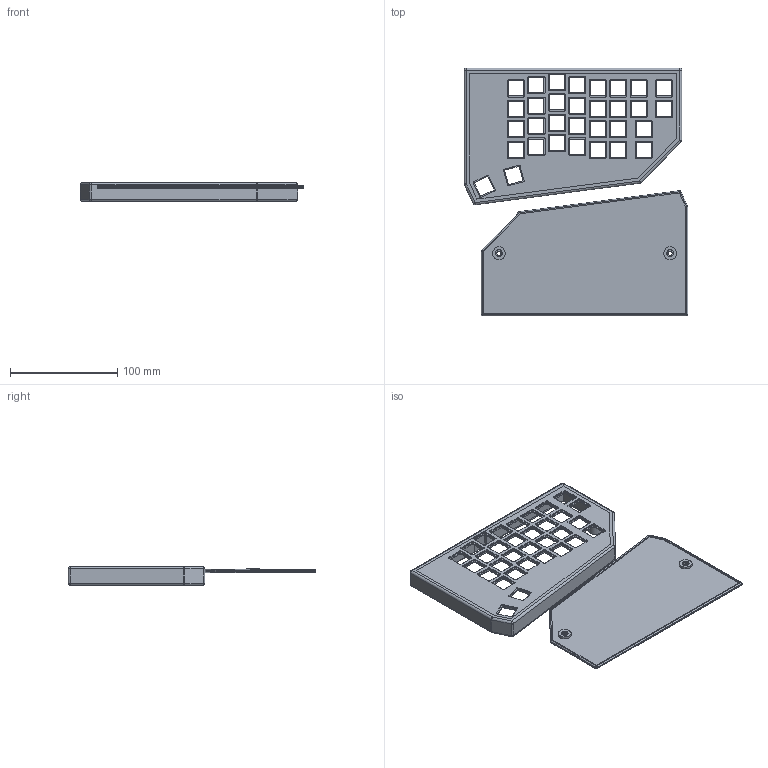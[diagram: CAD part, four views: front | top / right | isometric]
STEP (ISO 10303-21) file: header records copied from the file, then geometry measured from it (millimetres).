
FILE_DESCRIPTION(/* description */ ('STEP AP242','CAx-IF Rec.Pracs.---Representation and Presentation of Product Manufacturing Information (PMI)---4.0---2014-10-13','CAx-IF Rec.Pracs.---3D Tessellated Geometry---0.4---2014-09-14','2;1'),/* implementation_level */ '2;1');
FILE_NAME(/* name */ '644b2cc89d0763774c2fdb2e',/* time_stamp */ '2023-04-28T02:17:45+00:00',/* author */ (''),/* organization */ (''),/* preprocessor_version */ 'ST-DEVELOPER v18.102',/* originating_system */ ' ',/* authorisation */ ' ');
FILE_SCHEMA (('AP242_MANAGED_MODEL_BASED_3D_ENGINEERING_MIM_LF { 1 0 10303 442 1 1 4 }'));
Length unit declared in the file: metre
Products named in the file (48): Lid inset surround; Lid inset; Lid floor; Lid walls; Ledge; Pillar (closed); Pillar (right); Pillar (left); TRRS walls; Controller walls; Cutout; Plate; Walls
Bounding box: 208.65 x 231.13 x 17.5 mm (x, y, z)
Volume: 148399.9 mm3; surface area: 128519.9 mm2
Topology: 48 solids, 48 shells, 914 faces, 2394 edges, 1556 vertices
Faces by surface type: plane 574, cylinder 316, sphere 24
Full cylindrical faces by diameter (mm): 4 x4, 6 x1, 6.5 x6, 11.783 x1, 12 x8
Entity records: 29258 total; most frequent: DIRECTION 4906, CARTESIAN_POINT 4868, ORIENTED_EDGE 4700, EDGE_CURVE 2350, LINE 1718, VECTOR 1718, AXIS2_PLACEMENT_3D 1594, VERTEX_POINT 1556
